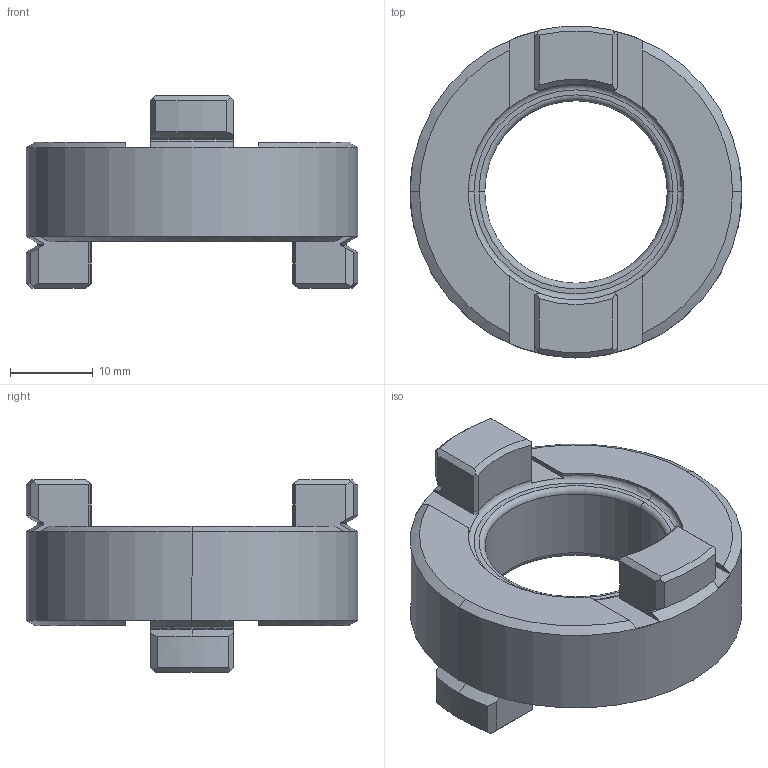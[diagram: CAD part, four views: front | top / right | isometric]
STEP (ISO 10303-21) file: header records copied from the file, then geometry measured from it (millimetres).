
FILE_DESCRIPTION (( 'STEP AP203' ), '1' );
FILE_NAME ('101.10.22.STEP', '2017-10-18T08:22:54', ( '' ), ( '' ), 'SwSTEP 2.0', 'SolidWorks 2012', '' );
FILE_SCHEMA (( 'CONFIG_CONTROL_DESIGN' ));
Length unit declared in the file: millimetre
Products named in the file (1): 101.10.22
Bounding box: 40 x 40 x 23.2 mm (x, y, z)
Volume: 11553.1 mm3; surface area: 4730.8 mm2
Topology: 1 solids, 1 shells, 122 faces, 339 edges, 219 vertices
Faces by surface type: plane 58, cylinder 19, cone 19, torus 18, bspline 8
Entity records: 4763 total; most frequent: CARTESIAN_POINT 1723, ORIENTED_EDGE 678, DIRECTION 558, EDGE_CURVE 339, AXIS2_PLACEMENT_3D 224, VERTEX_POINT 219, EDGE_LOOP 124, FACE_OUTER_BOUND 122
